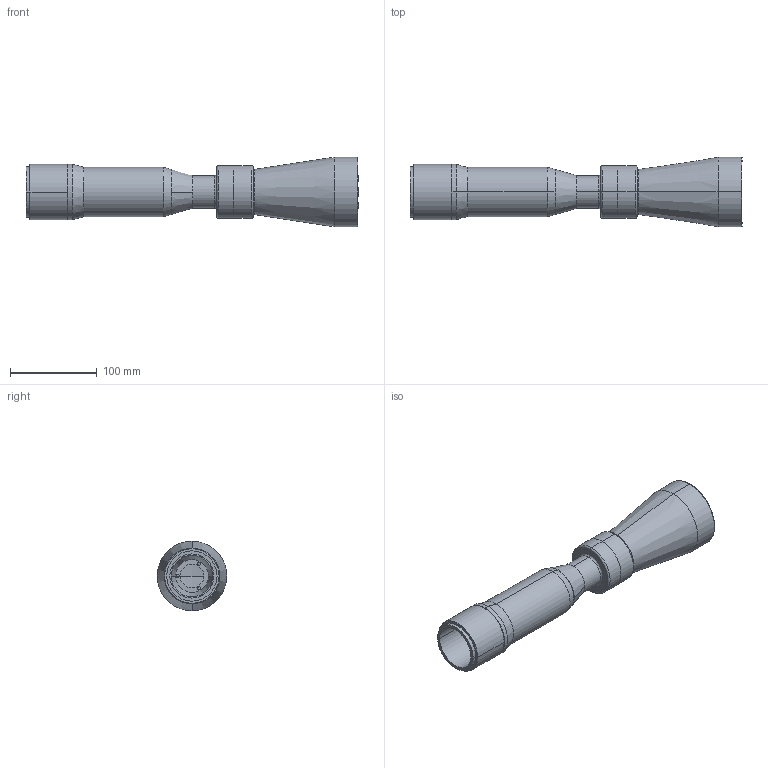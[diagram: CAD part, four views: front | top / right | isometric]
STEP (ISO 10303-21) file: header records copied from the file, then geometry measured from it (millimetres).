
FILE_DESCRIPTION (( 'STEP AP203' ), '1' );
FILE_NAME ('TC16M056-Q.STEP', '2014-06-27T15:46:14', ( 'user' ), ( '' ), 'SwSTEP 2.0', 'SolidWorks 2013', '' );
FILE_SCHEMA (( 'CONFIG_CONTROL_DESIGN' ));
Length unit declared in the file: millimetre
Products named in the file (1): TC16M056-Q
Bounding box: 382.55 x 80 x 80 mm (x, y, z)
Surface area: 98504.1 mm2 (no closed solid volume)
Topology: 0 solids, 9 shells, 78 faces, 188 edges, 124 vertices
Faces by surface type: cylinder 30, plane 21, cone 15, bspline 10, sphere 2
Entity records: 2498 total; most frequent: CARTESIAN_POINT 577, DIRECTION 431, ORIENTED_EDGE 330, EDGE_CURVE 188, AXIS2_PLACEMENT_3D 186, VERTEX_POINT 124, CIRCLE 117, EDGE_LOOP 94
